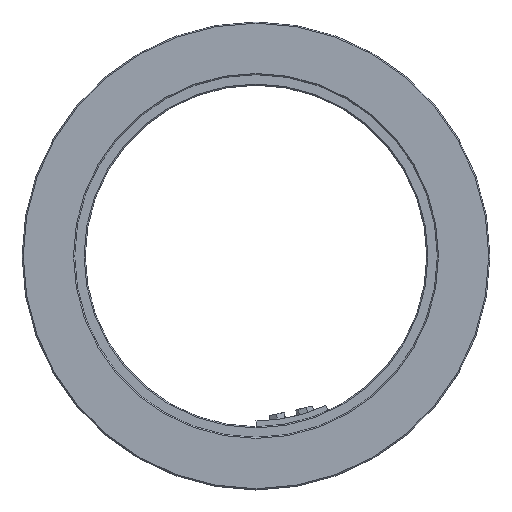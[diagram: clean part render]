
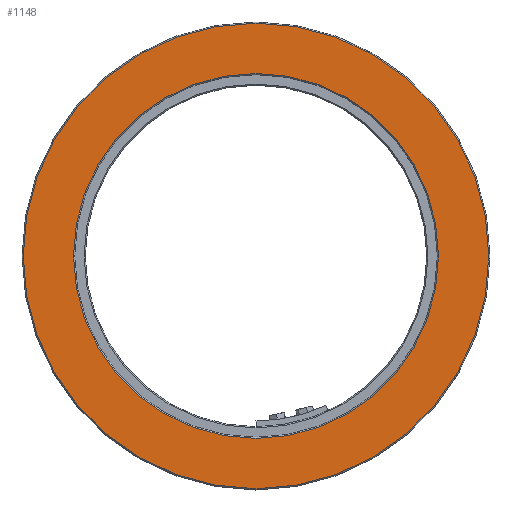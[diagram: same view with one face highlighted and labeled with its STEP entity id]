
A CAD part, top view. The second image highlights one B-rep face of the part: STEP entity #1148.
In plain terms, the highlighted planar face has unit normal (0, 0, 1).
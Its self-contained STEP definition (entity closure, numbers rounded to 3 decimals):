
#9 = AXIS2_PLACEMENT_3D ( 'NONE', #774, #1924, #3385 ) ;
#23 = DIRECTION ( 'NONE',  ( -1., 0., 0. ) ) ;
#51 = FACE_BOUND ( 'NONE', #3209, .T. ) ;
#334 = AXIS2_PLACEMENT_3D ( 'NONE', #2061, #1239, #3572 ) ;
#371 = CIRCLE ( 'NONE', #9, 199. ) ;
#388 = ORIENTED_EDGE ( 'NONE', *, *, #1016, .T. ) ;
#548 = EDGE_LOOP ( 'NONE', ( #1659 ) ) ;
#722 = FACE_OUTER_BOUND ( 'NONE', #548, .T. ) ;
#774 = CARTESIAN_POINT ( 'NONE',  ( 0., 0., 25.5 ) ) ;
#845 = VERTEX_POINT ( 'NONE', #2331 ) ;
#1016 = EDGE_CURVE ( 'NONE', #845, #845, #3560, .T. ) ;
#1148 = ADVANCED_FACE ( 'NONE', ( #51, #722 ), #2649, .F. ) ;
#1196 = CARTESIAN_POINT ( 'NONE',  ( -199., 0., 25.5 ) ) ;
#1239 = DIRECTION ( 'NONE',  ( 0., 0., -1. ) ) ;
#1659 = ORIENTED_EDGE ( 'NONE', *, *, #2660, .T. ) ;
#1924 = DIRECTION ( 'NONE',  ( 0., 0., 1. ) ) ;
#1929 = VERTEX_POINT ( 'NONE', #1196 ) ;
#1998 = CARTESIAN_POINT ( 'NONE',  ( 0., 0., 25.5 ) ) ;
#2009 = DIRECTION ( 'NONE',  ( 0., 0., -1. ) ) ;
#2061 = CARTESIAN_POINT ( 'NONE',  ( -155., 0., 25.5 ) ) ;
#2331 = CARTESIAN_POINT ( 'NONE',  ( -156., 0., 25.5 ) ) ;
#2649 = PLANE ( 'NONE',  #334 ) ;
#2660 = EDGE_CURVE ( 'NONE', #1929, #1929, #371, .T. ) ;
#3209 = EDGE_LOOP ( 'NONE', ( #388 ) ) ;
#3214 = AXIS2_PLACEMENT_3D ( 'NONE', #1998, #2009, #23 ) ;
#3385 = DIRECTION ( 'NONE',  ( -1., 0., 0. ) ) ;
#3560 = CIRCLE ( 'NONE', #3214, 156. ) ;
#3572 = DIRECTION ( 'NONE',  ( -1., 0., 0. ) ) ;
